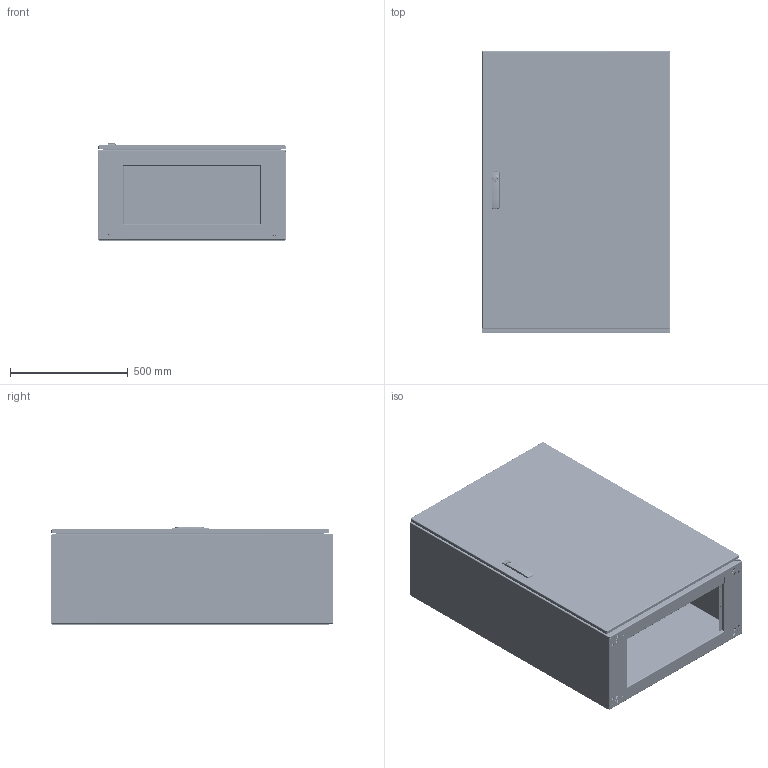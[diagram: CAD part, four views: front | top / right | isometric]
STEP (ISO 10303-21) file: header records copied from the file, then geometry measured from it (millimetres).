
FILE_DESCRIPTION (( 'STEP AP203' ), '1' );
FILE_NAME ('BN-814.STEP', '2013-12-03T14:47:58', ( '' ), ( '' ), 'SwSTEP 2.0', 'SolidWorks 2010', '' );
FILE_SCHEMA (( 'CONFIG_CONTROL_DESIGN' ));
Length unit declared in the file: millimetre
Products named in the file (58): BN-814; ENG-163360_10B-G-10021; ENG-163421_11B-G-10004; ENG-163420_70B-G-10006; ENG-163392_71E-G-10009; ENG-163364_44B-G-10026; ENG-163366_45E-G-10032; ENG-163387_44B-G-10027; ENG-163385_45E-G-10033; ENG-000138_M6x12; ENG-000138_M5x12; ENG-167739_81BN-800; ENG-163988_80B-G-10004; ENG-163363_81E-G-10008; ENG-132656_2425; ENG-005950_6mm; ENG-000963_M5 X 0.8 (6MM LONG); ENG-00045A_Normal; ENG-000872_ohne Deckelteil; ENG-000268_509; ENGB-000201_510; ENG-001755_1242; ENG-108837_2641; ENG-000732_03E20-019-01; ENG-000876_DIN 934 M8; ENG-001730_DIN 6330 M8; ENG-000884_M8; ENG-167766_30B-G-10027; ENG-167765_31B-G-10026; ENG-167764_32E-G-10025; ENG-000169_508; ENG-000138_M6x20; ENG-168660_800 x 1200 - Schlosstür; 1855; 050920050937_Betätigungseinsatz 3mm Db; 02092005160250; ENG-000020; 13102009153907_99BN-814; 19022007134512_527; EMKA_Ohne Erdungsplatte PA  ...
Assembly tree (177 placements, depth 5):
  BN-814
    ENG-000098_M6  x16
    ENG-000876_DIN 934 M8  x4
    ENG-167761_40B-G-10005
      ENG-163428_41B-G-10006
        ENG-000138_M8x16
        ENG-163427_42E-G-10008
        ENG-000138_M6x16  x16
      ENG-167758_800 x 1200 - Rückwand
    ENG-167766_30B-G-10027
      ENG-004455_1565
      ENG-000929_LS-1094  x2
      ENG-168660_800 x 1200 - Schlosstür
      1855  x4
      ENG-000098_M6  x10
      09092005082043  x2
      13102009153907_99BN-814
        13102009154339_98BN-814  x2
        ENG-010195_727
        ENG-20052202-7_727
        19022007134512_527
          21022007112541_DIN6799 5  x2
          ENG-000661_oberes Teil
          EMKA_Ohne Erdungsplatte PA 
          ENG-000609_unteres Teil
          ENG-000884_M6  x2
        200702201413
      ENG-167765_31B-G-10026
        ENG-000138_M6x20  x12
        ENG-000169_508  x3
        ENG-167764_32E-G-10025
      050920050937_Betätigungseinsatz 3mm Db
        ENG-000020
        02092005160250
    ENG-000884_M8  x8
    ENG-001730_DIN 6330 M8  x4
    ENG-163360_10B-G-10021
      ENG-005950_6mm  x6
        ENG-000963_M5 X 0.8 (6MM LONG)
        ENG-00045A_Normal
      ENG-108837_2641  x4
      ENG-001755_1242  x6
      ENG-000872_ohne Deckelteil  x3
        ENGB-000201_510
        ENG-000268_509
      ENG-163421_11B-G-10004
        ENG-167739_81BN-800
        ENG-163988_80B-G-10004
          ENG-132656_2425  x2
          ENG-163363_81E-G-10008
        ENG-163364_44B-G-10026
          ENG-000138_M6x12  x2
          ENG-000138_M5x12  x12
          ENG-163366_45E-G-10032
          ENG-000138_M6x20
        ENG-163420_70B-G-10006
          ENG-163392_71E-G-10009
          ENG-132656_2425  x2
        ENG-163387_44B-G-10027
          ENG-000138_M5x12  x12
Bounding box: 800 x 1201.5 x 418.82 mm (x, y, z)
Volume: 8528126.8 mm3; surface area: 9864526.4 mm2
Topology: 175 solids, 183 shells, 5342 faces, 13548 edges, 8659 vertices
Faces by surface type: plane 2627, cylinder 1769, bspline 378, cone 360, torus 148, sphere 60
Entity records: 97881 total; most frequent: CARTESIAN_POINT 24266, DIRECTION 13267, ORIENTED_EDGE 13199, EDGE_CURVE 6850, AXIS2_PLACEMENT_3D 4587, VERTEX_POINT 4432, LINE 4093, VECTOR 4093
